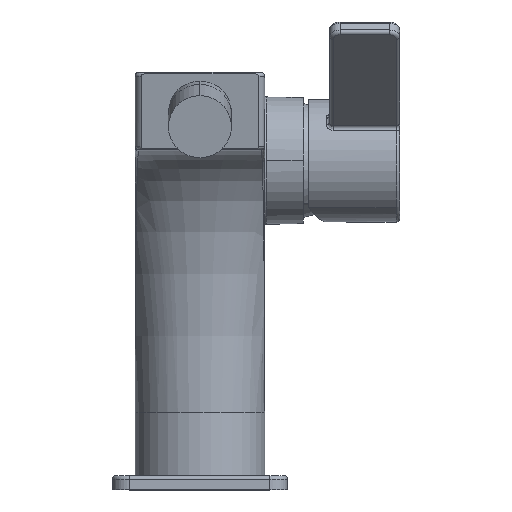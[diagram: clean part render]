
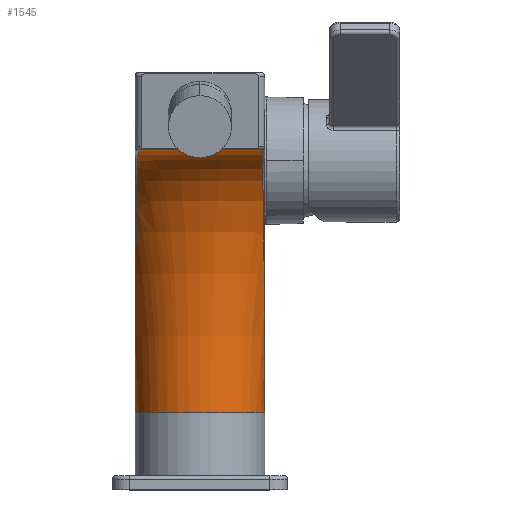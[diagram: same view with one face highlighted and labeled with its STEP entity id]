
A CAD part, top view. The second image highlights one B-rep face of the part: STEP entity #1545.
In plain terms, the highlighted face is a revolution surface.
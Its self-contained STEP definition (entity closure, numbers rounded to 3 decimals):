
#486=CARTESIAN_POINT('',(0.,18.,0.));
#487=DIRECTION('',(0.,1.,0.));
#488=DIRECTION('',(-1.,0.,0.));
#489=AXIS2_PLACEMENT_3D('',#486,#487,#488);
#491=CARTESIAN_POINT('',(-17.5,93.,45.233));
#492=CARTESIAN_POINT('',(-17.505,93.,44.861));
#493=CARTESIAN_POINT('',(-17.516,92.984,44.095));
#494=CARTESIAN_POINT('',(-17.535,92.913,42.941));
#495=CARTESIAN_POINT('',(-17.558,92.77,41.633));
#496=CARTESIAN_POINT('',(-17.584,92.537,40.225));
#497=CARTESIAN_POINT('',(-17.616,92.189,38.697));
#498=CARTESIAN_POINT('',(-17.654,91.686,37.026));
#499=CARTESIAN_POINT('',(-17.697,91.005,35.265));
#500=CARTESIAN_POINT('',(-17.741,90.185,33.558));
#501=CARTESIAN_POINT('',(-17.784,89.264,31.953));
#502=CARTESIAN_POINT('',(-17.826,88.243,30.425));
#503=CARTESIAN_POINT('',(-17.867,87.097,28.928));
#504=CARTESIAN_POINT('',(-17.91,85.771,27.404));
#505=CARTESIAN_POINT('',(-17.954,84.194,25.804));
#506=CARTESIAN_POINT('',(-18.,82.307,24.116));
#507=CARTESIAN_POINT('',(-18.048,80.084,22.366));
#508=CARTESIAN_POINT('',(-18.096,77.514,20.579));
#509=CARTESIAN_POINT('',(-18.144,74.576,18.771));
#510=CARTESIAN_POINT('',(-18.193,71.237,16.945));
#511=CARTESIAN_POINT('',(-18.241,67.467,15.106));
#512=CARTESIAN_POINT('',(-18.289,63.224,13.254));
#513=CARTESIAN_POINT('',(-18.335,58.467,11.388));
#514=CARTESIAN_POINT('',(-18.379,53.159,9.508));
#515=CARTESIAN_POINT('',(-18.419,47.28,7.617));
#516=CARTESIAN_POINT('',(-18.454,40.659,5.673));
#517=CARTESIAN_POINT('',(-18.48,33.589,3.767));
#518=CARTESIAN_POINT('',(-18.496,26.315,1.94));
#519=CARTESIAN_POINT('',(-18.5,20.852,0.652));
#520=CARTESIAN_POINT('',(-18.5,18.,0.));
#522=CARTESIAN_POINT('',(18.5,18.,0.));
#523=CARTESIAN_POINT('',(18.5,20.549,0.583));
#524=CARTESIAN_POINT('',(18.497,25.596,1.767));
#525=CARTESIAN_POINT('',(18.482,32.923,3.593));
#526=CARTESIAN_POINT('',(18.456,40.235,5.554));
#527=CARTESIAN_POINT('',(18.423,46.573,7.404));
#528=CARTESIAN_POINT('',(18.386,52.229,9.2));
#529=CARTESIAN_POINT('',(18.346,57.282,10.956));
#530=CARTESIAN_POINT('',(18.303,61.804,12.682));
#531=CARTESIAN_POINT('',(18.26,65.858,14.385));
#532=CARTESIAN_POINT('',(18.216,69.494,16.075));
#533=CARTESIAN_POINT('',(18.171,72.75,17.752));
#534=CARTESIAN_POINT('',(18.127,75.656,19.416));
#535=CARTESIAN_POINT('',(18.083,78.238,21.067));
#536=CARTESIAN_POINT('',(18.039,80.507,22.689));
#537=CARTESIAN_POINT('',(17.996,82.474,24.264));
#538=CARTESIAN_POINT('',(17.954,84.157,25.776));
#539=CARTESIAN_POINT('',(17.914,85.606,27.232));
#540=CARTESIAN_POINT('',(17.875,86.877,28.665));
#541=CARTESIAN_POINT('',(17.834,88.026,30.127));
#542=CARTESIAN_POINT('',(17.792,89.083,31.663));
#543=CARTESIAN_POINT('',(17.748,90.045,33.294));
#544=CARTESIAN_POINT('',(17.704,90.885,34.995));
#545=CARTESIAN_POINT('',(17.663,91.563,36.682));
#546=CARTESIAN_POINT('',(17.626,92.074,38.281));
#547=CARTESIAN_POINT('',(17.593,92.446,39.784));
#548=CARTESIAN_POINT('',(17.567,92.698,41.15));
#549=CARTESIAN_POINT('',(17.544,92.862,42.409));
#550=CARTESIAN_POINT('',(17.522,92.97,43.714));
#551=CARTESIAN_POINT('',(17.507,93.,44.708));
#552=CARTESIAN_POINT('',(17.5,93.,45.233));
#600=CARTESIAN_POINT('',(-18.5,18.,0.));
#706=CARTESIAN_POINT('',(0.,93.,0.));
#707=DIRECTION('',(0.,1.,0.));
#708=DIRECTION('',(-0.361,0.,0.933));
#709=AXIS2_PLACEMENT_3D('',#706,#707,#708);
#738=VERTEX_POINT('',#600);
#739=VERTEX_POINT('',#491);
#744=CARTESIAN_POINT('',(17.5,93.,45.233));
#746=VERTEX_POINT('',#744);
#752=VERTEX_POINT('',#522);
#1510=CARTESIAN_POINT('',(-0.046,92.984,
-49.384));
#1511=CARTESIAN_POINT('',(-0.045,93.026,
-48.23));
#1512=CARTESIAN_POINT('',(-0.043,92.945,
-46.087));
#1513=CARTESIAN_POINT('',(-0.04,92.437,
-43.259));
#1514=CARTESIAN_POINT('',(-0.038,91.615,
-40.745));
#1515=CARTESIAN_POINT('',(-0.035,90.167,
-37.744));
#1516=CARTESIAN_POINT('',(-0.032,87.803,
-34.549));
#1517=CARTESIAN_POINT('',(-0.029,84.295,
-31.384));
#1518=CARTESIAN_POINT('',(-0.027,80.256,
-28.751));
#1519=CARTESIAN_POINT('',(-0.025,75.783,
-26.553));
#1520=CARTESIAN_POINT('',(-0.023,70.947,
-24.717));
#1521=CARTESIAN_POINT('',(-0.021,64.085,
-22.682));
#1522=CARTESIAN_POINT('',(-0.019,54.841,
-20.806));
#1523=CARTESIAN_POINT('',(-0.018,42.922,
-19.382));
#1524=CARTESIAN_POINT('',(-0.017,30.334,
-18.626));
#1525=CARTESIAN_POINT('',(-0.017,21.573,
-18.491));
#1526=CARTESIAN_POINT('',(-0.017,17.114,
-18.501));
#1532=CARTESIAN_POINT('',(0.,18.,0.));
#1533=DIRECTION('',(0.,1.,0.));
#1534=AXIS1_PLACEMENT('',#1532,#1533);
#1535=SURFACE_OF_REVOLUTION('',#1527,#1534);
#1537=ORIENTED_EDGE('',*,*,#1536,.F.);
#1539=ORIENTED_EDGE('',*,*,#1538,.T.);
#1541=ORIENTED_EDGE('',*,*,#1540,.F.);
#1542=ORIENTED_EDGE('',*,*,#1497,.F.);
#1543=EDGE_LOOP('',(#1537,#1539,#1541,#1542));
#1544=FACE_OUTER_BOUND('',#1543,.F.);
#1545=ADVANCED_FACE('',(#1544),#1535,.F.);
#490=CIRCLE('',#489,18.5);
#521=B_SPLINE_CURVE_WITH_KNOTS('',3,(#491,#492,#493,#494,#495,#496,#497,#498,
#499,#500,#501,#502,#503,#504,#505,#506,#507,#508,#509,#510,#511,#512,#513,#514,
#515,#516,#517,#518,#519,#520),.UNSPECIFIED.,.F.,.F.,(4,1,1,1,1,1,1,1,1,1,1,1,1,
1,1,1,1,1,1,1,1,1,1,1,1,1,1,4),(0.,0.037,0.074,
0.111,0.148,0.185,0.222,
0.259,0.296,0.333,0.37,
0.407,0.444,0.481,0.519,
0.556,0.593,0.63,0.667,
0.704,0.741,0.778,0.815,
0.852,0.889,0.926,0.963,1.),
.UNSPECIFIED.);
#553=B_SPLINE_CURVE_WITH_KNOTS('',3,(#522,#523,#524,#525,#526,#527,#528,#529,
#530,#531,#532,#533,#534,#535,#536,#537,#538,#539,#540,#541,#542,#543,#544,#545,
#546,#547,#548,#549,#550,#551,#552),.UNSPECIFIED.,.F.,.F.,(4,1,1,1,1,1,1,1,1,1,
1,1,1,1,1,1,1,1,1,1,1,1,1,1,1,1,1,1,4),(0.,0.036,
0.071,0.107,0.143,0.179,
0.214,0.25,0.286,0.321,0.357,
0.393,0.429,0.464,0.5,0.536,
0.571,0.607,0.643,0.679,
0.714,0.75,0.786,0.821,0.857,
0.893,0.929,0.964,1.),.UNSPECIFIED.);
#710=CIRCLE('',#709,48.5);
#1497=EDGE_CURVE('',#738,#752,#490,.T.);
#1527=B_SPLINE_CURVE_WITH_KNOTS('',3,(#1510,#1511,#1512,#1513,#1514,#1515,#1516,
#1517,#1518,#1519,#1520,#1521,#1522,#1523,#1524,#1525,#1526),.UNSPECIFIED.,.F.,
.F.,(4,1,1,1,1,1,1,1,1,1,1,1,1,1,4),(0.,0.031,0.063,0.094,0.125,
0.188,0.25,0.313,0.375,0.438,0.5,0.625,0.75,0.875,1.),
.UNSPECIFIED.);
#1536=EDGE_CURVE('',#739,#738,#521,.T.);
#1538=EDGE_CURVE('',#739,#746,#710,.T.);
#1540=EDGE_CURVE('',#752,#746,#553,.T.);
